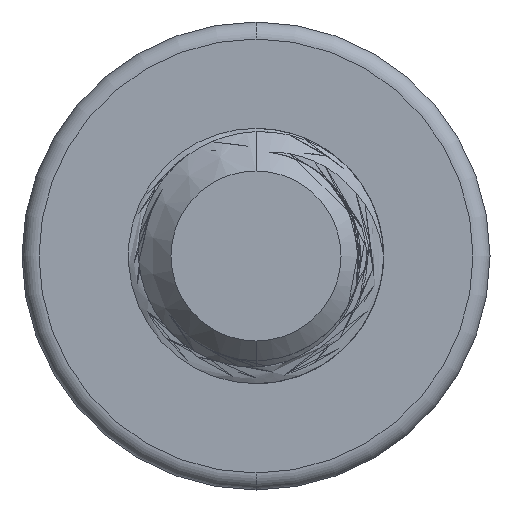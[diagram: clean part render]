
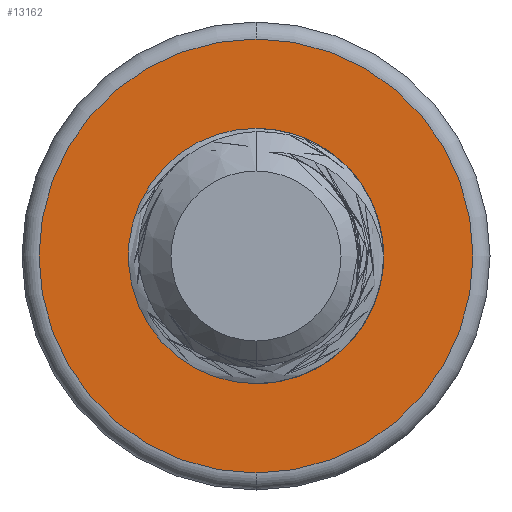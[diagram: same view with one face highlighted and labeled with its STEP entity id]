
A CAD part, front view. The second image highlights one B-rep face of the part: STEP entity #13162.
In plain terms, the highlighted planar face has unit normal (0, -1, 0).
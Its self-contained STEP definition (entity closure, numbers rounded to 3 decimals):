
#2 = DIRECTION ( 'NONE',  ( 0., 0., 1. ) ) ;
#525 = CARTESIAN_POINT ( 'NONE',  ( -1.23, 40., -0.16 ) ) ;
#713 = CARTESIAN_POINT ( 'NONE',  ( -1.133, 40., 0.477 ) ) ;
#1098 = AXIS2_PLACEMENT_3D ( 'NONE', #5874, #7004, #10757 ) ;
#1302 = FACE_OUTER_BOUND ( 'NONE', #5557, .T. ) ;
#1382 = DIRECTION ( 'NONE',  ( 0., 0., 1. ) ) ;
#1456 = ORIENTED_EDGE ( 'NONE', *, *, #11495, .T. ) ;
#1883 = EDGE_LOOP ( 'NONE', ( #5700, #13677, #9840, #2564 ) ) ;
#1888 = CARTESIAN_POINT ( 'NONE',  ( 1.175, 40., -0.82 ) ) ;
#2000 = CARTESIAN_POINT ( 'NONE',  ( -0.947, 40., 0.891 ) ) ;
#2060 = CARTESIAN_POINT ( 'NONE',  ( -0.613, 40., -1.078 ) ) ;
#2161 = CARTESIAN_POINT ( 'NONE',  ( 0.257, 40., 1.413 ) ) ;
#2349 = FACE_BOUND ( 'NONE', #1883, .T. ) ;
#2564 = ORIENTED_EDGE ( 'NONE', *, *, #14104, .T. ) ;
#2630 = CIRCLE ( 'NONE', #1098, 1.5 ) ;
#3015 = EDGE_CURVE ( 'NONE', #9444, #4864, #13642, .T. ) ;
#3103 = CARTESIAN_POINT ( 'NONE',  ( -0.751, 40., -0.986 ) ) ;
#3184 = CARTESIAN_POINT ( 'NONE',  ( -0.981, 40., -0.759 ) ) ;
#3415 = AXIS2_PLACEMENT_3D ( 'NONE', #11243, #5069, #2 ) ;
#4213 = CARTESIAN_POINT ( 'NONE',  ( 1.012, 40., -0.982 ) ) ;
#4635 = CARTESIAN_POINT ( 'NONE',  ( -0.409, 40., 1.304 ) ) ;
#4864 = VERTEX_POINT ( 'NONE', #11374 ) ;
#5069 = DIRECTION ( 'NONE',  ( 0., 1., 0. ) ) ;
#5557 = EDGE_LOOP ( 'NONE', ( #10086, #1456 ) ) ;
#5648 = CARTESIAN_POINT ( 'NONE',  ( -1.133, 40., 0.477 ) ) ;
#5700 = ORIENTED_EDGE ( 'NONE', *, *, #11263, .T. ) ;
#5819 = VERTEX_POINT ( 'NONE', #5648 ) ;
#5874 = CARTESIAN_POINT ( 'NONE',  ( 0., 40., 0. ) ) ;
#6207 = CIRCLE ( 'NONE', #10820, 2.55 ) ;
#6528 = CARTESIAN_POINT ( 'NONE',  ( -0.262, 40., -1.247 ) ) ;
#6685 = CARTESIAN_POINT ( 'NONE',  ( 1.468, 40., -0.222 ) ) ;
#6709 = EDGE_CURVE ( 'NONE', #10030, #5819, #12571, .T. ) ;
#6790 = CARTESIAN_POINT ( 'NONE',  ( -0.461, 40., -1.14 ) ) ;
#6809 = CARTESIAN_POINT ( 'NONE',  ( 0.694, 40., 1.305 ) ) ;
#7004 = DIRECTION ( 'NONE',  ( 0., 1., 0. ) ) ;
#7044 = CARTESIAN_POINT ( 'NONE',  ( 1.07, 40., 1.051 ) ) ;
#7393 = PLANE ( 'NONE',  #3415 ) ;
#7652 = CARTESIAN_POINT ( 'NONE',  ( 0.409, 40., -1.283 ) ) ;
#7725 = CARTESIAN_POINT ( 'NONE',  ( -0.461, 40., -1.14 ) ) ;
#8371 = DIRECTION ( 'NONE',  ( 0., -1., 0. ) ) ;
#8932 = CARTESIAN_POINT ( 'NONE',  ( 1.399, 40., -0.433 ) ) ;
#9009 = VERTEX_POINT ( 'NONE', #9103 ) ;
#9103 = CARTESIAN_POINT ( 'NONE',  ( 1.07, 40., 1.051 ) ) ;
#9274 = CARTESIAN_POINT ( 'NONE',  ( -1.133, 40., 0.477 ) ) ;
#9372 = CARTESIAN_POINT ( 'NONE',  ( 0.026, 40., 1.412 ) ) ;
#9444 = VERTEX_POINT ( 'NONE', #11095 ) ;
#9840 = ORIENTED_EDGE ( 'NONE', *, *, #6709, .T. ) ;
#9936 = VERTEX_POINT ( 'NONE', #10910 ) ;
#9951 = CARTESIAN_POINT ( 'NONE',  ( -0.461, 40., -1.14 ) ) ;
#10030 = VERTEX_POINT ( 'NONE', #9951 ) ;
#10086 = ORIENTED_EDGE ( 'NONE', *, *, #3015, .T. ) ;
#10723 = CARTESIAN_POINT ( 'NONE',  ( -1.07, 40., 0.695 ) ) ;
#10757 = DIRECTION ( 'NONE',  ( 0., 0., 1. ) ) ;
#10769 = DIRECTION ( 'NONE',  ( 0., 0., 1. ) ) ;
#10820 = AXIS2_PLACEMENT_3D ( 'NONE', #10841, #13338, #1382 ) ;
#10841 = CARTESIAN_POINT ( 'NONE',  ( 0., 40., 0. ) ) ;
#10910 = CARTESIAN_POINT ( 'NONE',  ( 1.5, 40., 0. ) ) ;
#10924 = B_SPLINE_CURVE_WITH_KNOTS ( 'NONE', 3,
 ( #713, #10723, #2000, #15649, #4635, #9372, #2161, #6809, #11629, #7044 ),
 .UNSPECIFIED., .F., .F.,
 ( 4, 2, 2, 2, 4 ),
 ( 0., 0.001, 0.001, 0.002, 0.003 ),
 .UNSPECIFIED. ) ;
#11095 = CARTESIAN_POINT ( 'NONE',  ( 0., 40., 2.55 ) ) ;
#11137 = B_SPLINE_CURVE_WITH_KNOTS ( 'NONE', 3,
 ( #15378, #15131, #6685, #8932, #12873, #1888, #4213, #12633, #7652, #12711, #6528, #7725 ),
 .UNSPECIFIED., .F., .F.,
 ( 4, 2, 2, 2, 2, 4 ),
 ( 0., 0., 0.001, 0.001, 0.002, 0.003 ),
 .UNSPECIFIED. ) ;
#11243 = CARTESIAN_POINT ( 'NONE',  ( 0., 40., 0. ) ) ;
#11263 = EDGE_CURVE ( 'NONE', #9009, #9936, #2630, .T. ) ;
#11374 = CARTESIAN_POINT ( 'NONE',  ( 0., 40., -2.55 ) ) ;
#11495 = EDGE_CURVE ( 'NONE', #4864, #9444, #6207, .T. ) ;
#11526 = CARTESIAN_POINT ( 'NONE',  ( -1.073, 40., -0.621 ) ) ;
#11629 = CARTESIAN_POINT ( 'NONE',  ( 0.897, 40., 1.197 ) ) ;
#11754 = CARTESIAN_POINT ( 'NONE',  ( 0., 40., 0. ) ) ;
#12571 = B_SPLINE_CURVE_WITH_KNOTS ( 'NONE', 3,
 ( #6790, #2060, #3103, #3184, #11526, #15317, #525, #15479, #14018, #9274 ),
 .UNSPECIFIED., .F., .F.,
 ( 4, 2, 2, 2, 4 ),
 ( 0., 0., 0.001, 0.001, 0.002 ),
 .UNSPECIFIED. ) ;
#12633 = CARTESIAN_POINT ( 'NONE',  ( 0.629, 40., -1.214 ) ) ;
#12711 = CARTESIAN_POINT ( 'NONE',  ( -0.038, 40., -1.298 ) ) ;
#12873 = CARTESIAN_POINT ( 'NONE',  ( 1.35, 40., -0.536 ) ) ;
#12879 = EDGE_CURVE ( 'NONE', #9936, #10030, #11137, .T. ) ;
#13162 = ADVANCED_FACE ( 'NONE', ( #1302, #2349 ), #7393, .F. ) ;
#13338 = DIRECTION ( 'NONE',  ( 0., -1., 0. ) ) ;
#13642 = CIRCLE ( 'NONE', #15709, 2.55 ) ;
#13677 = ORIENTED_EDGE ( 'NONE', *, *, #12879, .T. ) ;
#14018 = CARTESIAN_POINT ( 'NONE',  ( -1.197, 40., 0.326 ) ) ;
#14104 = EDGE_CURVE ( 'NONE', #5819, #9009, #10924, .T. ) ;
#15131 = CARTESIAN_POINT ( 'NONE',  ( 1.491, 40., -0.112 ) ) ;
#15317 = CARTESIAN_POINT ( 'NONE',  ( -1.198, 40., -0.322 ) ) ;
#15378 = CARTESIAN_POINT ( 'NONE',  ( 1.5, 40., 0. ) ) ;
#15479 = CARTESIAN_POINT ( 'NONE',  ( -1.229, 40., 0.166 ) ) ;
#15649 = CARTESIAN_POINT ( 'NONE',  ( -0.617, 40., 1.196 ) ) ;
#15709 = AXIS2_PLACEMENT_3D ( 'NONE', #11754, #8371, #10769 ) ;
